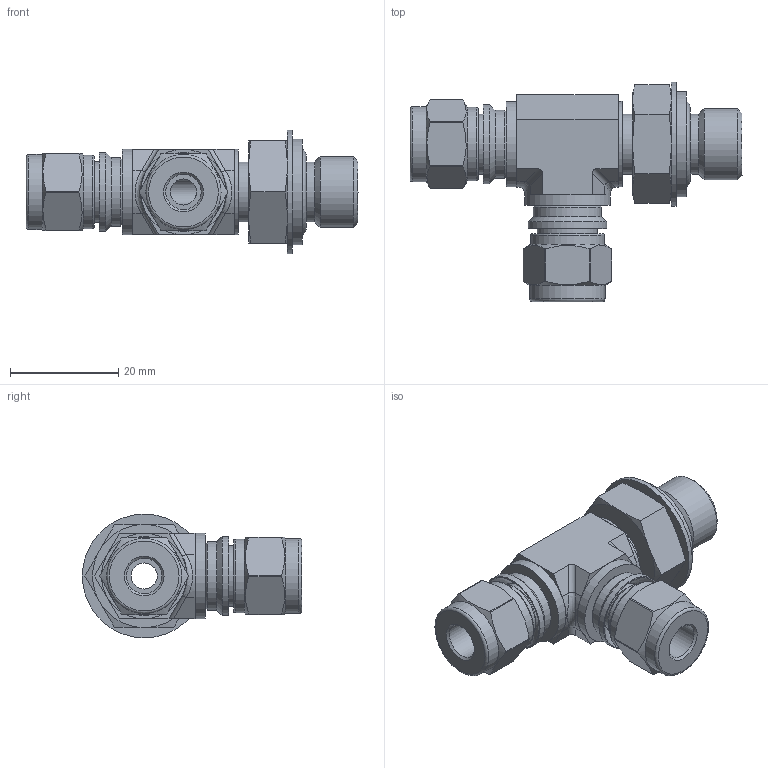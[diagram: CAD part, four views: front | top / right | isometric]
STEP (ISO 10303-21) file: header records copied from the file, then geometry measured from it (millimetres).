
FILE_DESCRIPTION(/* description */ (''),/* implementation_level */ '2;1');
FILE_NAME(/* name */ 'SPMRTI-4-4G.stp',/* time_stamp */ '2022-06-03T16:06:27+09:00',/* author */ ('user'),/* organization */ (''),/* preprocessor_version */ 'ST-DEVELOPER v18.1',/* originating_system */ 'Autodesk Inventor 2022',/* authorisation */ '');
FILE_SCHEMA (('AUTOMOTIVE_DESIGN { 1 0 10303 214 3 1 1 }'));
Length unit declared in the file: millimetre
Products named in the file (1): SPMRT-4-4G
Bounding box: 61.44 x 40.59 x 22.9 mm (x, y, z)
Volume: 13402.8 mm3; surface area: 7710.3 mm2
Topology: 1 solids, 1 shells, 140 faces, 327 edges, 207 vertices
Faces by surface type: plane 54, cylinder 48, cone 31, torus 5, bspline 2
Full cylindrical faces by diameter (mm): 4.826 x2, 4.83 x1, 6.55 x2, 9.4 x2, 10.1 x2, 11.1 x2, 11.112 x1, 11.113 x1, 12.6 x2, 13.157 x1, 13.6 x2, 13.9 x2, 14.6 x2, 15.8 x4, 19.5 x1, 22.9 x1
Entity records: 4126 total; most frequent: CARTESIAN_POINT 905, DIRECTION 691, ORIENTED_EDGE 654, EDGE_CURVE 327, AXIS2_PLACEMENT_3D 277, VERTEX_POINT 207, EDGE_LOOP 162, FACE_OUTER_BOUND 140
